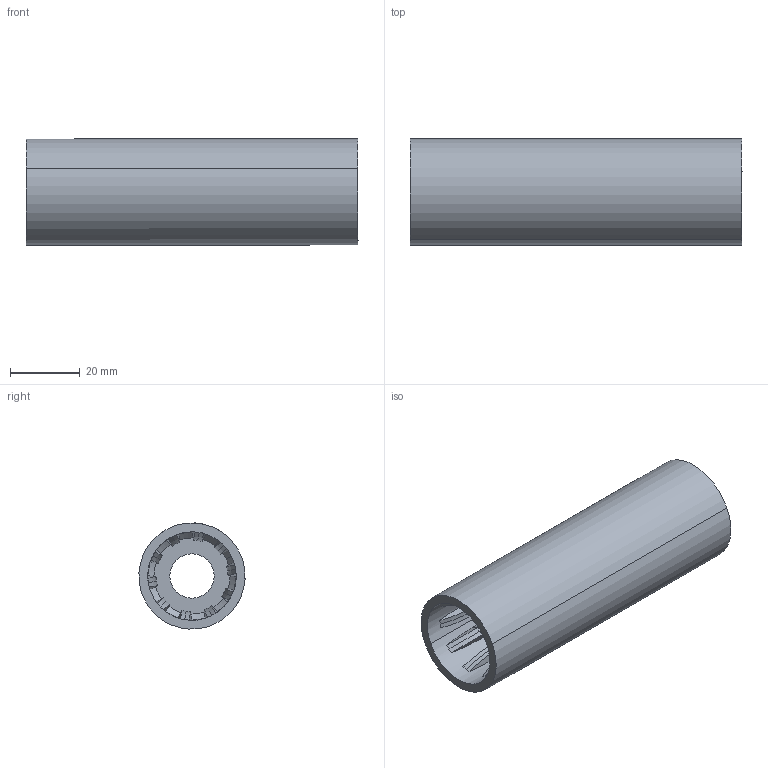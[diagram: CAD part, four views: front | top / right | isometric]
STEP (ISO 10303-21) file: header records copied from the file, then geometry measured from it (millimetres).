
FILE_DESCRIPTION (( 'STEP AP203' ), '1' );
FILE_NAME ('RDRStubShaft_Secondary.STEP', '2023-07-27T05:57:17', ( '' ), ( '' ), 'SwSTEP 2.0', 'SolidWorks 2021', '' );
FILE_SCHEMA (( 'CONFIG_CONTROL_DESIGN' ));
Length unit declared in the file: centimetre
Products named in the file (4): Rear Axle Assembly _1_; Stub Shaft _1_-1; RDRStubShaft_Secondary; Part 52
Assembly tree (3 placements, depth 4):
  RDRStubShaft_Secondary
    Rear Axle Assembly _1_
      Stub Shaft _1_-1
        Part 52
Bounding box: 95.26 x 30.43 x 30.45 mm (x, y, z)
Volume: 31280.8 mm3; surface area: 19347.4 mm2
Topology: 1 solids, 1 shells, 174 faces, 508 edges, 338 vertices
Faces by surface type: cone 62, plane 44, torus 40, cylinder 28
Entity records: 6496 total; most frequent: CARTESIAN_POINT 1484, ORIENTED_EDGE 1016, DIRECTION 970, EDGE_CURVE 508, AXIS2_PLACEMENT_3D 400, VERTEX_POINT 338, CIRCLE 218, EDGE_LOOP 178
